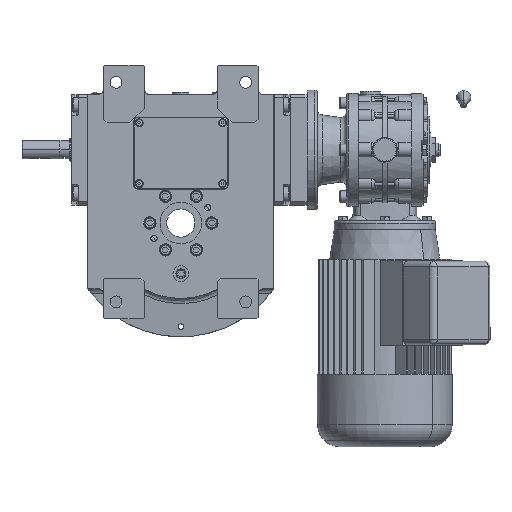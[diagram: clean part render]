
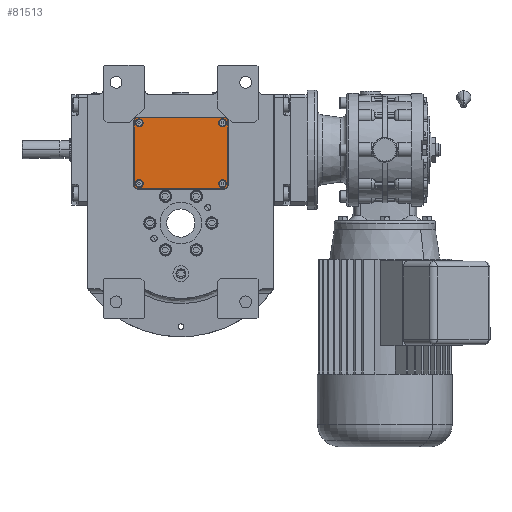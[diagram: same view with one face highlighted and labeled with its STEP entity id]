
A CAD part, front view. The second image highlights one B-rep face of the part: STEP entity #81513.
In plain terms, the highlighted face is planar.
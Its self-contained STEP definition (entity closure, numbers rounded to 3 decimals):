
#266 = DIRECTION ( 'NONE',  ( 0., 0., 1. ) ) ;
#1335 = CARTESIAN_POINT ( 'NONE',  ( 33.5, -27., 3. ) ) ;
#3002 = VERTEX_POINT ( 'NONE', #1335 ) ;
#3573 = AXIS2_PLACEMENT_3D ( 'NONE', #44208, #62919, #23515 ) ;
#3837 = ORIENTED_EDGE ( 'NONE', *, *, #99524, .T. ) ;
#3979 = EDGE_CURVE ( 'NONE', #76711, #54642, #10743, .T. ) ;
#4348 = VERTEX_POINT ( 'NONE', #63331 ) ;
#7624 = VERTEX_POINT ( 'NONE', #110237 ) ;
#9208 = CARTESIAN_POINT ( 'NONE',  ( -41.5, 29.5, 3. ) ) ;
#9350 = CARTESIAN_POINT ( 'NONE',  ( -37., -27., 3. ) ) ;
#9401 = CARTESIAN_POINT ( 'NONE',  ( 41.5, -29.5, 3. ) ) ;
#10743 = LINE ( 'NONE', #79862, #89234 ) ;
#11338 = VERTEX_POINT ( 'NONE', #107452 ) ;
#11667 = DIRECTION ( 'NONE',  ( 0., 0., 1. ) ) ;
#12161 = CIRCLE ( 'NONE', #127655, 3.5 ) ;
#14173 = EDGE_CURVE ( 'NONE', #4348, #30282, #92100, .T. ) ;
#17014 = EDGE_CURVE ( 'NONE', #51996, #7624, #91052, .T. ) ;
#18775 = DIRECTION ( 'NONE',  ( 1., 0., 0. ) ) ;
#19061 = EDGE_LOOP ( 'NONE', ( #96291, #19593 ) ) ;
#19593 = ORIENTED_EDGE ( 'NONE', *, *, #17014, .F. ) ;
#20503 = VERTEX_POINT ( 'NONE', #9401 ) ;
#21431 = ORIENTED_EDGE ( 'NONE', *, *, #95689, .T. ) ;
#23303 = VERTEX_POINT ( 'NONE', #94005 ) ;
#23515 = DIRECTION ( 'NONE',  ( -1., 0., 0. ) ) ;
#23930 = LINE ( 'NONE', #111754, #72556 ) ;
#25538 = CARTESIAN_POINT ( 'NONE',  ( 41.5, -29.5, 3. ) ) ;
#25970 = CARTESIAN_POINT ( 'NONE',  ( 37., 27., 3. ) ) ;
#26126 = CARTESIAN_POINT ( 'NONE',  ( 37., -27., 3. ) ) ;
#26573 = DIRECTION ( 'NONE',  ( 0., 0., 1. ) ) ;
#27437 = CARTESIAN_POINT ( 'NONE',  ( -39.5, -31.5, 3. ) ) ;
#28535 = CIRCLE ( 'NONE', #32708, 3.5 ) ;
#28930 = LINE ( 'NONE', #69607, #98728 ) ;
#30282 = VERTEX_POINT ( 'NONE', #39106 ) ;
#30412 = EDGE_LOOP ( 'NONE', ( #59212, #46989 ) ) ;
#30762 = DIRECTION ( 'NONE',  ( 0.707, -0.707, 0. ) ) ;
#30847 = DIRECTION ( 'NONE',  ( -1., 0., 0. ) ) ;
#31445 = LINE ( 'NONE', #25538, #93102 ) ;
#32454 = EDGE_CURVE ( 'NONE', #117833, #23303, #97234, .T. ) ;
#32708 = AXIS2_PLACEMENT_3D ( 'NONE', #25970, #45414, #55098 ) ;
#33157 = ORIENTED_EDGE ( 'NONE', *, *, #14173, .F. ) ;
#33264 = EDGE_CURVE ( 'NONE', #11338, #3002, #111879, .T. ) ;
#35011 = CARTESIAN_POINT ( 'NONE',  ( -41.5, 29.5, 3. ) ) ;
#35851 = FACE_BOUND ( 'NONE', #19061, .T. ) ;
#37772 = EDGE_CURVE ( 'NONE', #30282, #4348, #77309, .T. ) ;
#38783 = DIRECTION ( 'NONE',  ( -0.707, -0.707, 0. ) ) ;
#39106 = CARTESIAN_POINT ( 'NONE',  ( -40.5, -27., 3. ) ) ;
#40630 = VERTEX_POINT ( 'NONE', #84830 ) ;
#40763 = ORIENTED_EDGE ( 'NONE', *, *, #3979, .T. ) ;
#41324 = CARTESIAN_POINT ( 'NONE',  ( -39.5, 31.5, 3. ) ) ;
#41671 = LINE ( 'NONE', #79786, #49924 ) ;
#42576 = CARTESIAN_POINT ( 'NONE',  ( -41.5, -29.5, 3. ) ) ;
#42822 = CIRCLE ( 'NONE', #3573, 3.5 ) ;
#43441 = VECTOR ( 'NONE', #38783, 1000. ) ;
#44208 = CARTESIAN_POINT ( 'NONE',  ( 37., 27., 3. ) ) ;
#44335 = DIRECTION ( 'NONE',  ( 0., 1., 0. ) ) ;
#45414 = DIRECTION ( 'NONE',  ( 0., 0., 1. ) ) ;
#45544 = FACE_OUTER_BOUND ( 'NONE', #98034, .T. ) ;
#46989 = ORIENTED_EDGE ( 'NONE', *, *, #63649, .F. ) ;
#49122 = LINE ( 'NONE', #41324, #43441 ) ;
#49481 = DIRECTION ( 'NONE',  ( -0.707, 0.707, 0. ) ) ;
#49924 = VECTOR ( 'NONE', #121041, 1000. ) ;
#51119 = DIRECTION ( 'NONE',  ( 0., 0., 1. ) ) ;
#51248 = CARTESIAN_POINT ( 'NONE',  ( -39.5, 31.5, 3. ) ) ;
#51996 = VERTEX_POINT ( 'NONE', #122950 ) ;
#52368 = VERTEX_POINT ( 'NONE', #51248 ) ;
#54642 = VERTEX_POINT ( 'NONE', #27437 ) ;
#55098 = DIRECTION ( 'NONE',  ( 1., 0., 0. ) ) ;
#55626 = CARTESIAN_POINT ( 'NONE',  ( 40.5, 27., 3. ) ) ;
#55886 = DIRECTION ( 'NONE',  ( 0., 0., 1. ) ) ;
#56282 = AXIS2_PLACEMENT_3D ( 'NONE', #107255, #26573, #18775 ) ;
#56377 = AXIS2_PLACEMENT_3D ( 'NONE', #72374, #11667, #92375 ) ;
#57371 = CARTESIAN_POINT ( 'NONE',  ( -37., 27., 3. ) ) ;
#57542 = EDGE_LOOP ( 'NONE', ( #33157, #76305 ) ) ;
#59212 = ORIENTED_EDGE ( 'NONE', *, *, #110142, .F. ) ;
#59344 = EDGE_CURVE ( 'NONE', #23303, #52368, #28930, .T. ) ;
#60549 = ORIENTED_EDGE ( 'NONE', *, *, #82662, .F. ) ;
#60787 = AXIS2_PLACEMENT_3D ( 'NONE', #81178, #119880, #110818 ) ;
#61293 = ORIENTED_EDGE ( 'NONE', *, *, #33264, .F. ) ;
#62919 = DIRECTION ( 'NONE',  ( 0., 0., 1. ) ) ;
#63331 = CARTESIAN_POINT ( 'NONE',  ( -33.5, -27., 3. ) ) ;
#63421 = LINE ( 'NONE', #35011, #75565 ) ;
#63566 = ORIENTED_EDGE ( 'NONE', *, *, #100953, .T. ) ;
#63649 = EDGE_CURVE ( 'NONE', #69283, #93507, #42822, .T. ) ;
#63970 = EDGE_LOOP ( 'NONE', ( #61293, #60549 ) ) ;
#66396 = EDGE_CURVE ( 'NONE', #7624, #51996, #12161, .T. ) ;
#69283 = VERTEX_POINT ( 'NONE', #89307 ) ;
#69607 = CARTESIAN_POINT ( 'NONE',  ( 39.5, 31.5, 3. ) ) ;
#69681 = ORIENTED_EDGE ( 'NONE', *, *, #99039, .T. ) ;
#71737 = CARTESIAN_POINT ( 'NONE',  ( -37., 27., 3. ) ) ;
#72374 = CARTESIAN_POINT ( 'NONE',  ( 0., 0., 3. ) ) ;
#72556 = VECTOR ( 'NONE', #82762, 1000. ) ;
#75522 = CARTESIAN_POINT ( 'NONE',  ( 41.5, 29.5, 3. ) ) ;
#75565 = VECTOR ( 'NONE', #82207, 1000. ) ;
#76305 = ORIENTED_EDGE ( 'NONE', *, *, #37772, .F. ) ;
#76711 = VERTEX_POINT ( 'NONE', #42576 ) ;
#77309 = CIRCLE ( 'NONE', #60787, 3.5 ) ;
#78528 = CARTESIAN_POINT ( 'NONE',  ( 41.5, 29.5, 3. ) ) ;
#79786 = CARTESIAN_POINT ( 'NONE',  ( 39.5, -31.5, 3. ) ) ;
#79862 = CARTESIAN_POINT ( 'NONE',  ( -41.5, -29.5, 3. ) ) ;
#81178 = CARTESIAN_POINT ( 'NONE',  ( -37., -27., 3. ) ) ;
#81513 = ADVANCED_FACE ( 'NONE', ( #45544, #84954, #35851, #114554, #85577 ), #90461, .T. ) ;
#82207 = DIRECTION ( 'NONE',  ( 0., -1., 0. ) ) ;
#82662 = EDGE_CURVE ( 'NONE', #3002, #11338, #120376, .T. ) ;
#82762 = DIRECTION ( 'NONE',  ( 1., 0., 0. ) ) ;
#84830 = CARTESIAN_POINT ( 'NONE',  ( 39.5, -31.5, 3. ) ) ;
#84954 = FACE_BOUND ( 'NONE', #30412, .T. ) ;
#85577 = FACE_BOUND ( 'NONE', #57542, .T. ) ;
#88299 = EDGE_CURVE ( 'NONE', #103643, #76711, #63421, .T. ) ;
#89234 = VECTOR ( 'NONE', #30762, 1000. ) ;
#89307 = CARTESIAN_POINT ( 'NONE',  ( 33.5, 27., 3. ) ) ;
#90461 = PLANE ( 'NONE',  #56377 ) ;
#91052 = CIRCLE ( 'NONE', #119963, 3.5 ) ;
#92100 = CIRCLE ( 'NONE', #98256, 3.5 ) ;
#92375 = DIRECTION ( 'NONE',  ( 1., 0., 0. ) ) ;
#93102 = VECTOR ( 'NONE', #44335, 1000. ) ;
#93507 = VERTEX_POINT ( 'NONE', #55626 ) ;
#94005 = CARTESIAN_POINT ( 'NONE',  ( 39.5, 31.5, 3. ) ) ;
#95689 = EDGE_CURVE ( 'NONE', #40630, #20503, #41671, .T. ) ;
#96088 = DIRECTION ( 'NONE',  ( 0., 0., 1. ) ) ;
#96291 = ORIENTED_EDGE ( 'NONE', *, *, #66396, .F. ) ;
#97234 = LINE ( 'NONE', #78528, #99461 ) ;
#98034 = EDGE_LOOP ( 'NONE', ( #69681, #105778, #115056, #3837, #110543, #40763, #63566, #21431 ) ) ;
#98256 = AXIS2_PLACEMENT_3D ( 'NONE', #9350, #266, #117803 ) ;
#98728 = VECTOR ( 'NONE', #30847, 1000. ) ;
#99039 = EDGE_CURVE ( 'NONE', #20503, #117833, #31445, .T. ) ;
#99461 = VECTOR ( 'NONE', #49481, 1000. ) ;
#99524 = EDGE_CURVE ( 'NONE', #52368, #103643, #49122, .T. ) ;
#100953 = EDGE_CURVE ( 'NONE', #54642, #40630, #23930, .T. ) ;
#103643 = VERTEX_POINT ( 'NONE', #9208 ) ;
#104905 = DIRECTION ( 'NONE',  ( -1., 0., 0. ) ) ;
#105778 = ORIENTED_EDGE ( 'NONE', *, *, #32454, .T. ) ;
#107255 = CARTESIAN_POINT ( 'NONE',  ( 37., -27., 3. ) ) ;
#107452 = CARTESIAN_POINT ( 'NONE',  ( 40.5, -27., 3. ) ) ;
#110142 = EDGE_CURVE ( 'NONE', #93507, #69283, #28535, .T. ) ;
#110237 = CARTESIAN_POINT ( 'NONE',  ( -33.5, 27., 3. ) ) ;
#110543 = ORIENTED_EDGE ( 'NONE', *, *, #88299, .T. ) ;
#110818 = DIRECTION ( 'NONE',  ( -1., 0., 0. ) ) ;
#111754 = CARTESIAN_POINT ( 'NONE',  ( -39.5, -31.5, 3. ) ) ;
#111879 = CIRCLE ( 'NONE', #56282, 3.5 ) ;
#114554 = FACE_BOUND ( 'NONE', #63970, .T. ) ;
#115056 = ORIENTED_EDGE ( 'NONE', *, *, #59344, .T. ) ;
#116703 = DIRECTION ( 'NONE',  ( -1., 0., 0. ) ) ;
#117803 = DIRECTION ( 'NONE',  ( 1., 0., 0. ) ) ;
#117833 = VERTEX_POINT ( 'NONE', #75522 ) ;
#119497 = DIRECTION ( 'NONE',  ( 1., 0., 0. ) ) ;
#119880 = DIRECTION ( 'NONE',  ( 0., 0., 1. ) ) ;
#119963 = AXIS2_PLACEMENT_3D ( 'NONE', #57371, #96088, #116703 ) ;
#120376 = CIRCLE ( 'NONE', #124563, 3.5 ) ;
#121041 = DIRECTION ( 'NONE',  ( 0.707, 0.707, 0. ) ) ;
#122950 = CARTESIAN_POINT ( 'NONE',  ( -40.5, 27., 3. ) ) ;
#124563 = AXIS2_PLACEMENT_3D ( 'NONE', #26126, #55886, #104905 ) ;
#127655 = AXIS2_PLACEMENT_3D ( 'NONE', #71737, #51119, #119497 ) ;
